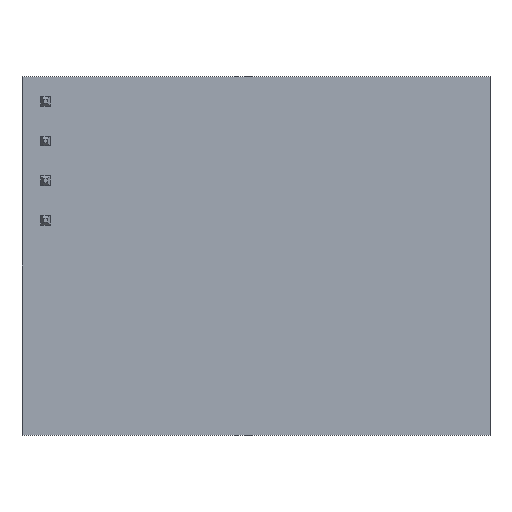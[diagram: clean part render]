
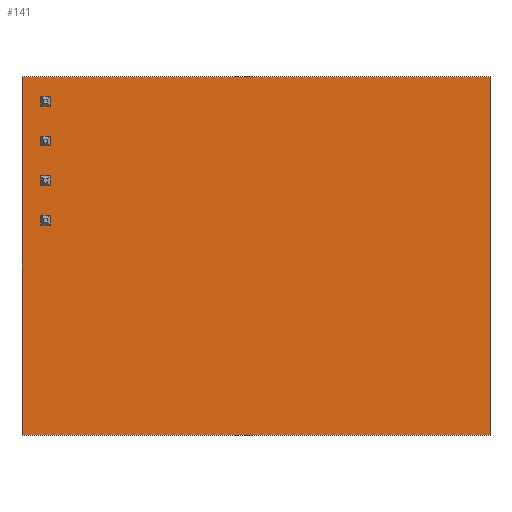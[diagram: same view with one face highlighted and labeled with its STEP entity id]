
A CAD part, top view. The second image highlights one B-rep face of the part: STEP entity #141.
In plain terms, the highlighted planar face has unit normal (0, 0, 1).
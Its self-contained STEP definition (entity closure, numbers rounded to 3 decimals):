
#22 = VERTEX_POINT('',#23);
#23 = CARTESIAN_POINT('',(-1.4,1.55,4.496));
#31 = EDGE_CURVE('',#22,#32,#34,.T.);
#32 = VERTEX_POINT('',#33);
#33 = CARTESIAN_POINT('',(-1.4,-21.45,4.496));
#34 = LINE('',#35,#36);
#35 = CARTESIAN_POINT('',(-1.4,1.55,4.496));
#36 = VECTOR('',#37,1.);
#37 = DIRECTION('',(0.,-1.,0.));
#62 = VERTEX_POINT('',#63);
#63 = CARTESIAN_POINT('',(28.6,1.55,4.496));
#71 = EDGE_CURVE('',#62,#72,#74,.T.);
#72 = VERTEX_POINT('',#73);
#73 = CARTESIAN_POINT('',(28.6,-21.45,4.496));
#74 = LINE('',#75,#76);
#75 = CARTESIAN_POINT('',(28.6,1.55,4.496));
#76 = VECTOR('',#77,1.);
#77 = DIRECTION('',(0.,-1.,0.));
#101 = EDGE_CURVE('',#22,#62,#102,.T.);
#102 = LINE('',#103,#104);
#103 = CARTESIAN_POINT('',(-1.4,1.55,4.496));
#104 = VECTOR('',#105,1.);
#105 = DIRECTION('',(1.,0.,0.));
#123 = EDGE_CURVE('',#32,#72,#124,.T.);
#124 = LINE('',#125,#126);
#125 = CARTESIAN_POINT('',(-1.4,-21.45,4.496));
#126 = VECTOR('',#127,1.);
#127 = DIRECTION('',(1.,0.,0.));
#141 = ADVANCED_FACE('',(#142),#148,.F.);
#142 = FACE_BOUND('',#143,.F.);
#143 = EDGE_LOOP('',(#144,#145,#146,#147));
#144 = ORIENTED_EDGE('',*,*,#31,.F.);
#145 = ORIENTED_EDGE('',*,*,#101,.T.);
#146 = ORIENTED_EDGE('',*,*,#71,.T.);
#147 = ORIENTED_EDGE('',*,*,#123,.F.);
#148 = PLANE('',#149);
#149 = AXIS2_PLACEMENT_3D('',#150,#151,#152);
#150 = CARTESIAN_POINT('',(-1.4,1.55,4.496));
#151 = DIRECTION('',(0.,0.,-1.));
#152 = DIRECTION('',(1.,0.,0.));
